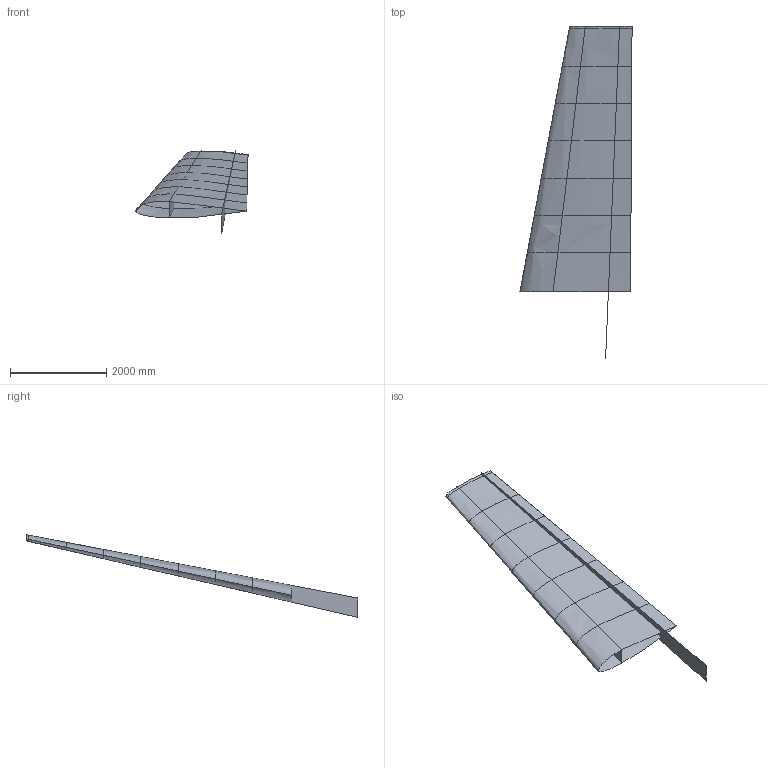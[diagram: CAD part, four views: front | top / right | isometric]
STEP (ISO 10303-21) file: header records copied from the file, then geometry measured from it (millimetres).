
FILE_DESCRIPTION(/* description */ ('STEP AP214'),/* implementation_level */ '2;1');
FILE_NAME(/* name */ '6673d7b0f28c3975dbb816db',/* time_stamp */ '2024-06-20T07:18:09Z',/* author */ (''),/* organization */ (''),/* preprocessor_version */ 'ST-DEVELOPER v20',/* originating_system */ ' ',/* authorisation */ ' ');
FILE_SCHEMA (('AUTOMOTIVE_DESIGN {1 0 10303 214 3 1 1}'));
Length unit declared in the file: metre
Products named in the file (14): Surface 11; Surface 10; Surface 9; Surface 8; Surface 7; Surface 6; Surface 5; Surface 4; Curve 3; Curve 2; lower; upper; Curve 1; Surface 1
Bounding box: 2331.46 x 6900.47 x 1718.98 mm (x, y, z)
Surface area: 25772852.4 mm2 (no closed solid volume)
Topology: 0 solids, 11 shells, 11 faces, 40 edges, 43 vertices
Faces by surface type: plane 9, bspline 2
Entity records: 6532 total; most frequent: CARTESIAN_POINT 5848, DIRECTION 64, ORIENTED_EDGE 37, EDGE_CURVE 37, VERTEX_POINT 37, AXIS2_PLACEMENT_3D 23, B_SPLINE_CURVE_WITH_KNOTS 22, LINE 18
